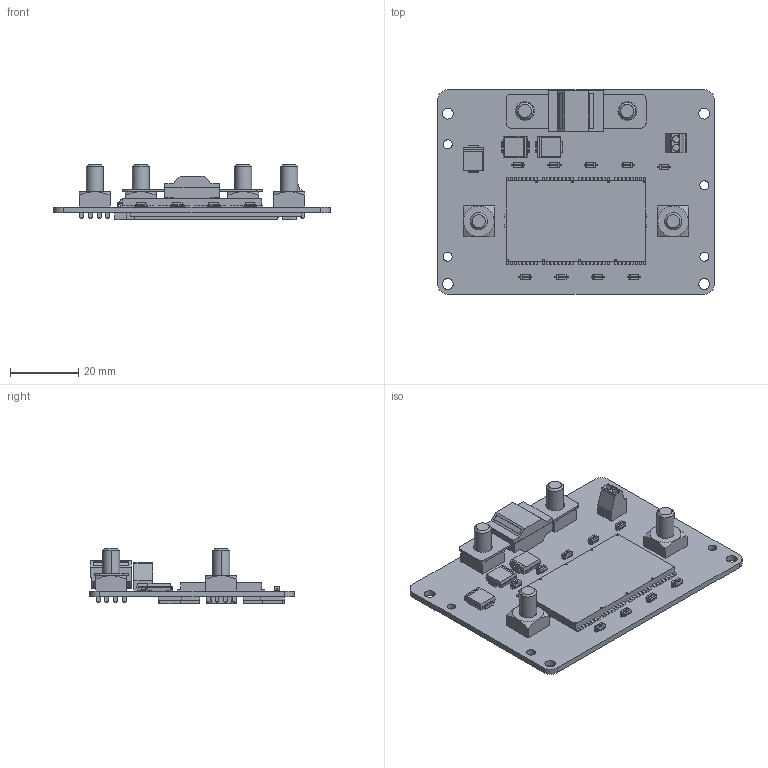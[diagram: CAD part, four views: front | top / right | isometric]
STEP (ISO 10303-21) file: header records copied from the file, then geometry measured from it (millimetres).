
FILE_DESCRIPTION (( 'STEP AP203' ), '1' );
FILE_NAME ('120A的MOS板外观三维图.STEP', '2024-11-19T09:50:30', ( '' ), ( '' ), 'SwSTEP 2.0', 'SolidWorks 2022', '' );
FILE_SCHEMA (( 'CONFIG_CONTROL_DESIGN' ));
Length unit declared in the file: millimetre
Products named in the file (1): 120A的MOS板外观三维图
Bounding box: 81.2 x 60 x 16.19 mm (x, y, z)
Volume: 16664.5 mm3; surface area: 14700.6 mm2
Topology: 1 solids, 1 shells, 3064 faces, 7644 edges, 4639 vertices
Faces by surface type: plane 1777, cylinder 561, bspline 486, torus 144, sphere 72, cone 24
Entity records: 133824 total; most frequent: CARTESIAN_POINT 74905, ORIENTED_EDGE 15072, EDGE_CURVE 7536, DIRECTION 7039, B_SPLINE_CURVE_WITH_KNOTS 5805, VERTEX_POINT 4639, EDGE_LOOP 3289, FACE_OUTER_BOUND 3064
